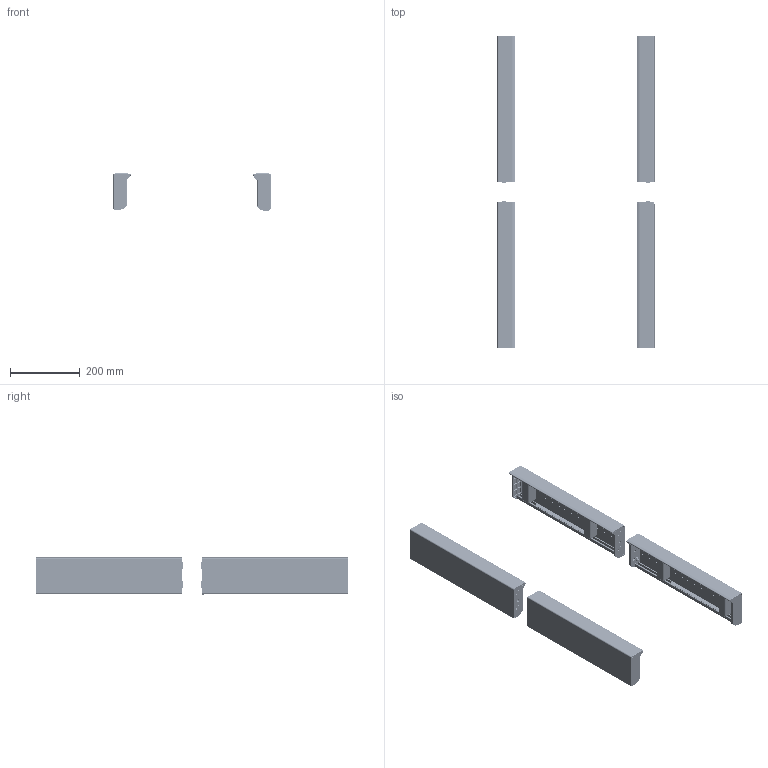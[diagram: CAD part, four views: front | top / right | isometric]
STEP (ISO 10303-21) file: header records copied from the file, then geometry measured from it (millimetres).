
FILE_DESCRIPTION(/* description */ (''),/* implementation_level */ '2;1');
FILE_NAME(/* name */ 'MZT4P_V.stp',/* time_stamp */ '2019-01-15T10:23:53+01:00',/* author */ ('frigo'),/* organization */ ('REER'),/* preprocessor_version */ 'ST-DEVELOPER v17',/* originating_system */ 'AutoCAD Mechanical',/* authorisation */ '');
FILE_SCHEMA (('AUTOMOTIVE_DESIGN { 1 0 10303 214 3 1 1 }'));
Products named in the file (3): Product; AVE_RENDER; AVE_GLOBAL
Assembly tree (9 placements, depth 2):
  Product
    AVE_RENDER  x8
    AVE_GLOBAL
Bounding box: 450 x 896.02 x 106 mm (x, y, z)
Volume: 1223523.1 mm3; surface area: 1078280.2 mm2
Topology: 184 solids, 460 shells, 8864 faces, 23744 edges, 15776 vertices
Faces by surface type: plane 4118, cylinder 3590, torus 548, bspline 340, sphere 144, cone 124
Full cylindrical faces by diameter (mm): 2.5 x64, 3 x64, 3.5 x32, 3.6 x24, 4 x16, 4.5 x8, 5 x80, 5.5 x16, 6.4 x16, 7 x12, 7.5 x4, 10 x16, 12 x16
Entity records: 293284 total; most frequent: CARTESIAN_POINT 65004, DIRECTION 49308, ORIENTED_EDGE 46216, EDGE_CURVE 23744, AXIS2_PLACEMENT_3D 17524, VERTEX_POINT 15776, LINE 14260, VECTOR 14260
